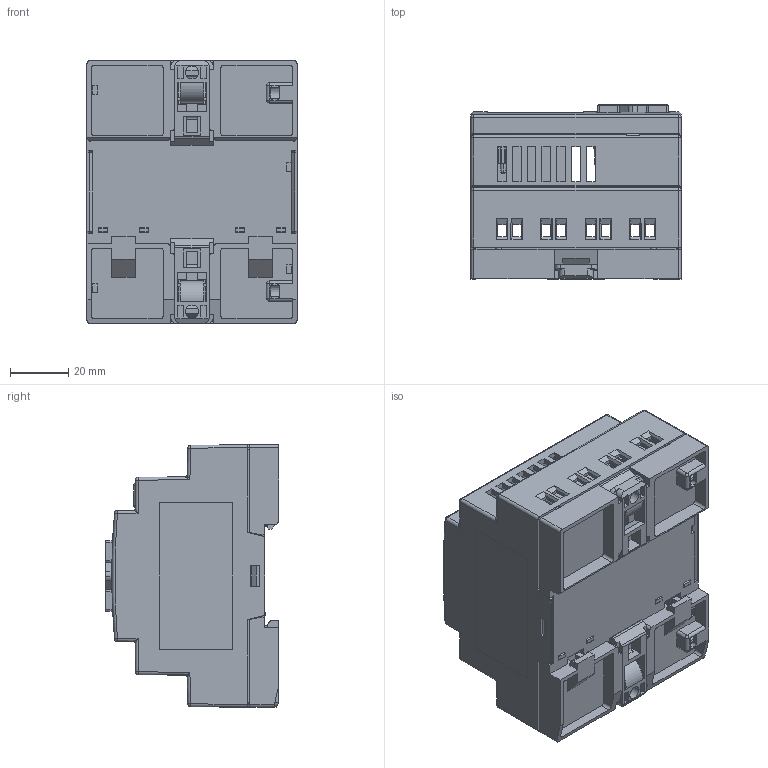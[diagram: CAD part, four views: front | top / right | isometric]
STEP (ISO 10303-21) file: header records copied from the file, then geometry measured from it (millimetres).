
FILE_DESCRIPTION (( 'STEP AP203' ), '1' );
FILE_NAME ('SMT-10_12 Point.STEP', '2016-04-05T07:53:25', ( 'IMO' ), ( '' ), 'SwSTEP 2.0', 'SolidWorks 2011', '' );
FILE_SCHEMA (( 'CONFIG_CONTROL_DESIGN' ));
Length unit declared in the file: millimetre
Products named in the file (10): SMT-10_12 Point; SMT Memory Pack Assembly; SMT Memory Pack Dummy Upper Cover; SMT Memory Pack Dummy Connector; SMT Memory Pack Dummy Lower Cover; SMT Dummy Screen; SMT Dummy Keypad; SMT-10_12 Point Dummy Upper Cover; SMT DIN Clip; SMT-10_12 Point Dummy Lower Cover
Assembly tree (10 placements, depth 3):
  SMT-10_12 Point
    SMT DIN Clip  x2
    SMT-10_12 Point Dummy Lower Cover
    SMT Dummy Screen
    SMT Dummy Keypad
    SMT-10_12 Point Dummy Upper Cover
    SMT Memory Pack Assembly
      SMT Memory Pack Dummy Upper Cover
      SMT Memory Pack Dummy Connector
      SMT Memory Pack Dummy Lower Cover
Bounding box: 72 x 59.6 x 90 mm (x, y, z)
Volume: 70154.3 mm3; surface area: 84821.1 mm2
Topology: 9 solids, 9 shells, 2757 faces, 7477 edges, 4675 vertices
Faces by surface type: plane 1757, cylinder 638, cone 135, bspline 115, sphere 101, torus 11
Entity records: 86330 total; most frequent: CARTESIAN_POINT 20004, ORIENTED_EDGE 14294, DIRECTION 12643, EDGE_CURVE 7147, VECTOR 5133, LINE 5133, VERTEX_POINT 4517, AXIS2_PLACEMENT_3D 3755
